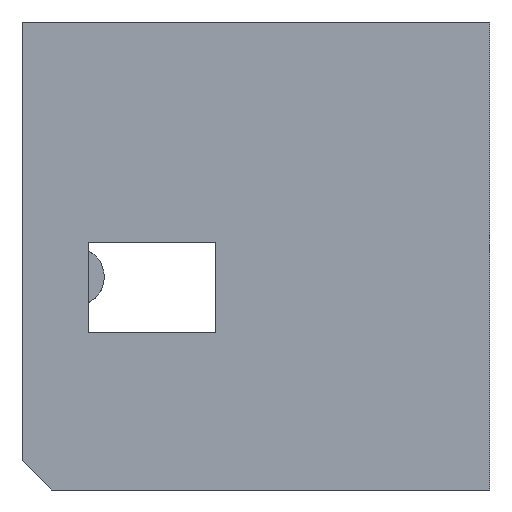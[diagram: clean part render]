
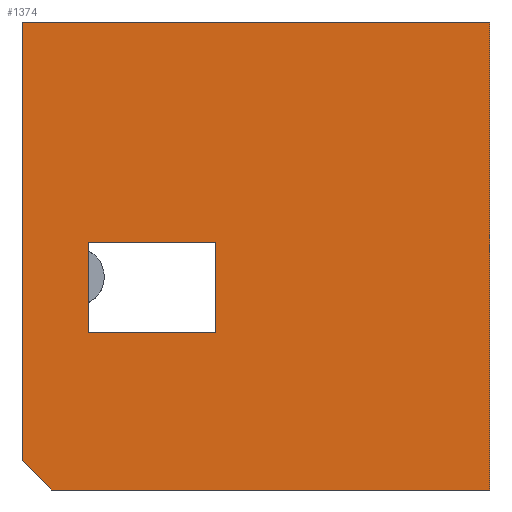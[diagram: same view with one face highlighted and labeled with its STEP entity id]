
A CAD part, front view. The second image highlights one B-rep face of the part: STEP entity #1374.
In plain terms, the highlighted planar face has unit normal (0, -1, 0).
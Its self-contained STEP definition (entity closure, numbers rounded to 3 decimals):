
#221 = VECTOR ( 'NONE', #26024, 1000. ) ;
#307 = PLANE ( 'NONE',  #33314 ) ;
#475 = FACE_BOUND ( 'NONE', #22162, .T. ) ;
#816 = DIRECTION ( 'NONE',  ( 0., 0., -1. ) ) ;
#932 = EDGE_CURVE ( 'NONE', #5225, #1528, #4963, .T. ) ;
#1189 = CARTESIAN_POINT ( 'NONE',  ( -40., -10., -35. ) ) ;
#1374 = ADVANCED_FACE ( 'NONE', ( #475, #5820 ), #307, .T. ) ;
#1528 = VERTEX_POINT ( 'NONE', #13695 ) ;
#1686 = DIRECTION ( 'NONE',  ( -1., 0., 0. ) ) ;
#1801 = EDGE_CURVE ( 'NONE', #27313, #2145, #23794, .T. ) ;
#2145 = VERTEX_POINT ( 'NONE', #5786 ) ;
#3599 = ORIENTED_EDGE ( 'NONE', *, *, #23522, .T. ) ;
#3685 = VERTEX_POINT ( 'NONE', #10496 ) ;
#4011 = LINE ( 'NONE', #16963, #11757 ) ;
#4963 = LINE ( 'NONE', #13416, #221 ) ;
#5225 = VERTEX_POINT ( 'NONE', #17453 ) ;
#5271 = CARTESIAN_POINT ( 'NONE',  ( -6.896, -10., -13.103 ) ) ;
#5679 = CARTESIAN_POINT ( 'NONE',  ( -28.581, -10., -13.103 ) ) ;
#5786 = CARTESIAN_POINT ( 'NONE',  ( -28.581, -10., 2.322 ) ) ;
#5820 = FACE_OUTER_BOUND ( 'NONE', #8494, .T. ) ;
#6053 = LINE ( 'NONE', #16608, #24878 ) ;
#8494 = EDGE_LOOP ( 'NONE', ( #14831, #26943, #27705, #3599, #18243 ) ) ;
#8565 = DIRECTION ( 'NONE',  ( 0., -1., 0. ) ) ;
#8957 = DIRECTION ( 'NONE',  ( 0., 0., 1. ) ) ;
#9402 = DIRECTION ( 'NONE',  ( -1., 0., 0. ) ) ;
#9891 = VERTEX_POINT ( 'NONE', #9933 ) ;
#9933 = CARTESIAN_POINT ( 'NONE',  ( 40., -10., 40. ) ) ;
#9976 = VERTEX_POINT ( 'NONE', #5271 ) ;
#10295 = CARTESIAN_POINT ( 'NONE',  ( 11.195, -10., 40. ) ) ;
#10496 = CARTESIAN_POINT ( 'NONE',  ( -35., -10., -40. ) ) ;
#10632 = EDGE_CURVE ( 'NONE', #27313, #9976, #6053, .T. ) ;
#11757 = VECTOR ( 'NONE', #14723, 1000. ) ;
#12007 = LINE ( 'NONE', #33086, #21183 ) ;
#12096 = CARTESIAN_POINT ( 'NONE',  ( 40., -10., 16.458 ) ) ;
#12482 = VECTOR ( 'NONE', #8957, 1000. ) ;
#13416 = CARTESIAN_POINT ( 'NONE',  ( -40., -10., 16.458 ) ) ;
#13695 = CARTESIAN_POINT ( 'NONE',  ( -40., -10., -35. ) ) ;
#13936 = ORIENTED_EDGE ( 'NONE', *, *, #20835, .T. ) ;
#14178 = DIRECTION ( 'NONE',  ( 0., 0., -1. ) ) ;
#14456 = EDGE_CURVE ( 'NONE', #19014, #9891, #32655, .T. ) ;
#14723 = DIRECTION ( 'NONE',  ( 0., 0., 1. ) ) ;
#14831 = ORIENTED_EDGE ( 'NONE', *, *, #14456, .T. ) ;
#15068 = VECTOR ( 'NONE', #1686, 1000. ) ;
#15069 = DIRECTION ( 'NONE',  ( 1., 0., 0. ) ) ;
#15344 = ORIENTED_EDGE ( 'NONE', *, *, #10632, .T. ) ;
#15656 = VECTOR ( 'NONE', #15069, 1000. ) ;
#16608 = CARTESIAN_POINT ( 'NONE',  ( -6.896, -10., -13.103 ) ) ;
#16963 = CARTESIAN_POINT ( 'NONE',  ( -28.581, -10., -13.103 ) ) ;
#17002 = CARTESIAN_POINT ( 'NONE',  ( 40., -10., -40. ) ) ;
#17453 = CARTESIAN_POINT ( 'NONE',  ( -40., -10., 40. ) ) ;
#18243 = ORIENTED_EDGE ( 'NONE', *, *, #19400, .T. ) ;
#18735 = ORIENTED_EDGE ( 'NONE', *, *, #19482, .T. ) ;
#18978 = VECTOR ( 'NONE', #32257, 1000. ) ;
#19014 = VERTEX_POINT ( 'NONE', #17002 ) ;
#19041 = VECTOR ( 'NONE', #19659, 1000. ) ;
#19400 = EDGE_CURVE ( 'NONE', #3685, #19014, #30429, .T. ) ;
#19482 = EDGE_CURVE ( 'NONE', #22632, #2145, #4011, .T. ) ;
#19659 = DIRECTION ( 'NONE',  ( 0.707, 0., -0.707 ) ) ;
#20150 = CARTESIAN_POINT ( 'NONE',  ( -6.896, -10., 2.322 ) ) ;
#20835 = EDGE_CURVE ( 'NONE', #9976, #22632, #12007, .T. ) ;
#21183 = VECTOR ( 'NONE', #9402, 1000. ) ;
#21200 = CARTESIAN_POINT ( 'NONE',  ( 11.195, -10., 2.322 ) ) ;
#22162 = EDGE_LOOP ( 'NONE', ( #18735, #31940, #15344, #13936 ) ) ;
#22310 = CARTESIAN_POINT ( 'NONE',  ( 11.195, -10., -40. ) ) ;
#22632 = VERTEX_POINT ( 'NONE', #5679 ) ;
#23522 = EDGE_CURVE ( 'NONE', #1528, #3685, #32624, .T. ) ;
#23794 = LINE ( 'NONE', #21200, #18978 ) ;
#24132 = CARTESIAN_POINT ( 'NONE',  ( 11.195, -10., 16.458 ) ) ;
#24878 = VECTOR ( 'NONE', #14178, 1000. ) ;
#26024 = DIRECTION ( 'NONE',  ( 0., 0., -1. ) ) ;
#26943 = ORIENTED_EDGE ( 'NONE', *, *, #27327, .T. ) ;
#27313 = VERTEX_POINT ( 'NONE', #20150 ) ;
#27327 = EDGE_CURVE ( 'NONE', #9891, #5225, #33469, .T. ) ;
#27705 = ORIENTED_EDGE ( 'NONE', *, *, #932, .T. ) ;
#30429 = LINE ( 'NONE', #22310, #15656 ) ;
#31940 = ORIENTED_EDGE ( 'NONE', *, *, #1801, .F. ) ;
#32257 = DIRECTION ( 'NONE',  ( -1., 0., 0. ) ) ;
#32624 = LINE ( 'NONE', #1189, #19041 ) ;
#32655 = LINE ( 'NONE', #12096, #12482 ) ;
#33086 = CARTESIAN_POINT ( 'NONE',  ( -28.581, -10., -13.103 ) ) ;
#33314 = AXIS2_PLACEMENT_3D ( 'NONE', #24132, #8565, #816 ) ;
#33469 = LINE ( 'NONE', #10295, #15068 ) ;
